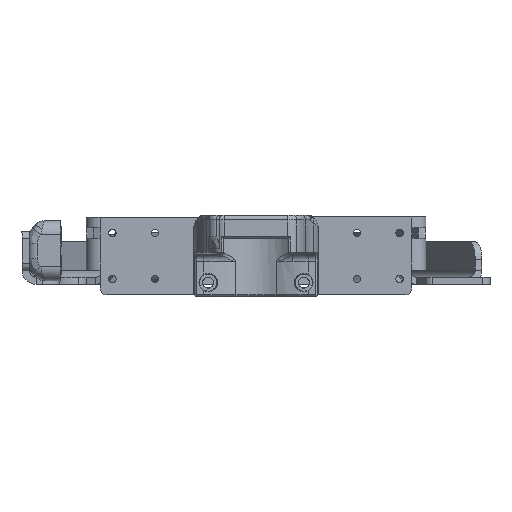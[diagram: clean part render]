
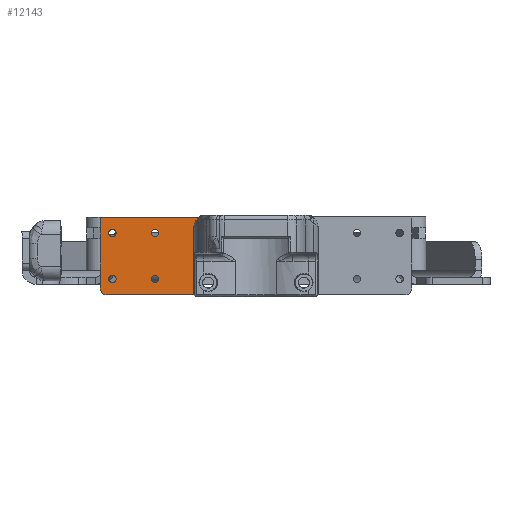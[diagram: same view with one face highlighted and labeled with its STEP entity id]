
A CAD part, left-side view. The second image highlights one B-rep face of the part: STEP entity #12143.
In plain terms, the highlighted planar face has unit normal (-1, 0, 0).
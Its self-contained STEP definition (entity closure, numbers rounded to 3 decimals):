
#542=FACE_BOUND('',#2479,.T.);
#543=FACE_BOUND('',#2480,.T.);
#544=FACE_BOUND('',#2481,.T.);
#545=FACE_BOUND('',#2482,.T.);
#546=FACE_BOUND('',#2483,.T.);
#547=FACE_BOUND('',#2484,.T.);
#1149=CIRCLE('',#13225,1.55);
#1153=CIRCLE('',#13231,1.05);
#1155=CIRCLE('',#13234,1.05);
#1161=CIRCLE('',#13243,1.55);
#1165=CIRCLE('',#13249,1.05);
#1167=CIRCLE('',#13252,1.05);
#1173=CIRCLE('',#13261,2.);
#1175=CIRCLE('',#13265,2.);
#1176=CIRCLE('',#13266,2.);
#1742=FACE_OUTER_BOUND('',#2478,.T.);
#2478=EDGE_LOOP('',(#9677,#9678,#9679,#9680,#9681,#9682,#9683,#9684,#9685,
#9686));
#2479=EDGE_LOOP('',(#9687));
#2480=EDGE_LOOP('',(#9688));
#2481=EDGE_LOOP('',(#9689));
#2482=EDGE_LOOP('',(#9690));
#2483=EDGE_LOOP('',(#9691));
#2484=EDGE_LOOP('',(#9692));
#3273=LINE('',#19979,#4181);
#3301=LINE('',#20113,#4209);
#3304=LINE('',#20122,#4212);
#3415=LINE('',#20526,#4323);
#3418=LINE('',#20532,#4326);
#3419=LINE('',#20535,#4327);
#3420=LINE('',#20537,#4328);
#4181=VECTOR('',#15352,10.);
#4209=VECTOR('',#15438,10.);
#4212=VECTOR('',#15447,10.);
#4323=VECTOR('',#15844,2.88);
#4326=VECTOR('',#15849,10.);
#4327=VECTOR('',#15852,10.);
#4328=VECTOR('',#15853,10.);
#5365=VERTEX_POINT('',#19962);
#5369=VERTEX_POINT('',#19974);
#5390=VERTEX_POINT('',#20112);
#5393=VERTEX_POINT('',#20120);
#5501=VERTEX_POINT('',#20444);
#5505=VERTEX_POINT('',#20456);
#5507=VERTEX_POINT('',#20462);
#5513=VERTEX_POINT('',#20480);
#5517=VERTEX_POINT('',#20492);
#5519=VERTEX_POINT('',#20498);
#5525=VERTEX_POINT('',#20516);
#5526=VERTEX_POINT('',#20517);
#5529=VERTEX_POINT('',#20525);
#5531=VERTEX_POINT('',#20531);
#5532=VERTEX_POINT('',#20533);
#5533=VERTEX_POINT('',#20536);
#6795=EDGE_CURVE('',#5365,#5369,#3273,.T.);
#6841=EDGE_CURVE('',#5390,#5365,#3301,.T.);
#6846=EDGE_CURVE('',#5369,#5393,#3304,.T.);
#7005=EDGE_CURVE('',#5501,#5501,#1149,.T.);
#7011=EDGE_CURVE('',#5505,#5505,#1153,.T.);
#7014=EDGE_CURVE('',#5507,#5507,#1155,.T.);
#7023=EDGE_CURVE('',#5513,#5513,#1161,.T.);
#7029=EDGE_CURVE('',#5517,#5517,#1165,.T.);
#7032=EDGE_CURVE('',#5519,#5519,#1167,.T.);
#7041=EDGE_CURVE('',#5525,#5526,#1173,.T.);
#7045=EDGE_CURVE('',#5526,#5529,#3415,.T.);
#7048=EDGE_CURVE('',#5531,#5525,#3418,.T.);
#7049=EDGE_CURVE('',#5532,#5531,#1175,.T.);
#7050=EDGE_CURVE('',#5532,#5390,#3419,.T.);
#7051=EDGE_CURVE('',#5393,#5533,#3420,.T.);
#7052=EDGE_CURVE('',#5529,#5533,#1176,.T.);
#9677=ORIENTED_EDGE('',*,*,#7041,.F.);
#9678=ORIENTED_EDGE('',*,*,#7048,.F.);
#9679=ORIENTED_EDGE('',*,*,#7049,.F.);
#9680=ORIENTED_EDGE('',*,*,#7050,.T.);
#9681=ORIENTED_EDGE('',*,*,#6841,.T.);
#9682=ORIENTED_EDGE('',*,*,#6795,.T.);
#9683=ORIENTED_EDGE('',*,*,#6846,.T.);
#9684=ORIENTED_EDGE('',*,*,#7051,.T.);
#9685=ORIENTED_EDGE('',*,*,#7052,.F.);
#9686=ORIENTED_EDGE('',*,*,#7045,.F.);
#9687=ORIENTED_EDGE('',*,*,#7005,.T.);
#9688=ORIENTED_EDGE('',*,*,#7011,.T.);
#9689=ORIENTED_EDGE('',*,*,#7014,.T.);
#9690=ORIENTED_EDGE('',*,*,#7023,.T.);
#9691=ORIENTED_EDGE('',*,*,#7029,.T.);
#9692=ORIENTED_EDGE('',*,*,#7032,.T.);
#11717=PLANE('',#13264);
#12143=ADVANCED_FACE('',(#1742,#542,#543,#544,#545,#546,#547),#11717,.T.);
#13225=AXIS2_PLACEMENT_3D('',#20445,#15752,#15753);
#13231=AXIS2_PLACEMENT_3D('',#20457,#15766,#15767);
#13234=AXIS2_PLACEMENT_3D('',#20463,#15773,#15774);
#13243=AXIS2_PLACEMENT_3D('',#20481,#15794,#15795);
#13249=AXIS2_PLACEMENT_3D('',#20493,#15808,#15809);
#13252=AXIS2_PLACEMENT_3D('',#20499,#15815,#15816);
#13261=AXIS2_PLACEMENT_3D('',#20518,#15836,#15837);
#13264=AXIS2_PLACEMENT_3D('',#20530,#15847,#15848);
#13265=AXIS2_PLACEMENT_3D('',#20534,#15850,#15851);
#13266=AXIS2_PLACEMENT_3D('',#20538,#15854,#15855);
#15352=DIRECTION('',(0.,0.,-1.));
#15438=DIRECTION('',(0.,0.,-1.));
#15447=DIRECTION('',(0.,0.,-1.));
#15752=DIRECTION('center_axis',(1.,0.,0.));
#15753=DIRECTION('ref_axis',(0.,1.,0.));
#15766=DIRECTION('center_axis',(1.,0.,0.));
#15767=DIRECTION('ref_axis',(0.,1.,0.));
#15773=DIRECTION('center_axis',(1.,0.,0.));
#15774=DIRECTION('ref_axis',(0.,1.,0.));
#15794=DIRECTION('center_axis',(1.,0.,0.));
#15795=DIRECTION('ref_axis',(0.,1.,0.));
#15808=DIRECTION('center_axis',(1.,0.,0.));
#15809=DIRECTION('ref_axis',(0.,1.,0.));
#15815=DIRECTION('center_axis',(1.,0.,0.));
#15816=DIRECTION('ref_axis',(0.,1.,0.));
#15836=DIRECTION('center_axis',(1.,0.,0.));
#15837=DIRECTION('ref_axis',(0.,-0.707,-0.707));
#15844=DIRECTION('',(0.,1.,0.));
#15847=DIRECTION('center_axis',(-1.,0.,0.));
#15848=DIRECTION('ref_axis',(0.,0.94,-0.342));
#15849=DIRECTION('',(0.,0.,-1.));
#15850=DIRECTION('center_axis',(1.,0.,0.));
#15851=DIRECTION('ref_axis',(0.,-0.707,0.707));
#15852=DIRECTION('',(0.,1.,0.));
#15853=DIRECTION('',(0.,0.,-1.));
#15854=DIRECTION('center_axis',(1.,0.,0.));
#15855=DIRECTION('ref_axis',(0.,0.707,-0.707));
#19962=CARTESIAN_POINT('',(-0.003,43.929,16.));
#19974=CARTESIAN_POINT('',(-0.003,43.929,13.));
#19979=CARTESIAN_POINT('',(-0.003,43.929,11.5));
#20112=CARTESIAN_POINT('',(-0.003,43.929,19.));
#20113=CARTESIAN_POINT('',(-0.003,43.929,11.5));
#20120=CARTESIAN_POINT('',(-0.003,43.929,4.));
#20122=CARTESIAN_POINT('',(-0.003,43.929,11.5));
#20444=CARTESIAN_POINT('',(-0.003,11.95,0.5));
#20445=CARTESIAN_POINT('Origin',(-0.003,13.5,
0.5));
#20456=CARTESIAN_POINT('',(-0.003,39.45,14.5));
#20457=CARTESIAN_POINT('Origin',(-0.003,40.5,
14.5));
#20462=CARTESIAN_POINT('',(-0.003,39.45,1.5));
#20463=CARTESIAN_POINT('Origin',(-0.003,40.5,
1.5));
#20480=CARTESIAN_POINT('',(-0.003,11.95,15.5));
#20481=CARTESIAN_POINT('Origin',(-0.003,13.5,
15.5));
#20492=CARTESIAN_POINT('',(-0.003,27.45,14.5));
#20493=CARTESIAN_POINT('Origin',(-0.003,28.5,
14.5));
#20498=CARTESIAN_POINT('',(-0.003,27.45,1.5));
#20499=CARTESIAN_POINT('Origin',(-0.003,28.5,
1.5));
#20516=CARTESIAN_POINT('',(-0.003,10.,-1.));
#20517=CARTESIAN_POINT('',(-0.003,12.,-3.));
#20518=CARTESIAN_POINT('Origin',(-0.003,12.,
-1.));
#20525=CARTESIAN_POINT('',(-0.003,41.929,-3.));
#20526=CARTESIAN_POINT('',(-0.003,52.977,-3.));
#20530=CARTESIAN_POINT('Origin',(-0.003,120.538,
26.353));
#20531=CARTESIAN_POINT('',(-0.003,10.,17.));
#20532=CARTESIAN_POINT('',(-0.003,10.,4.));
#20533=CARTESIAN_POINT('',(-0.003,12.,19.));
#20534=CARTESIAN_POINT('Origin',(-0.003,12.,
17.));
#20535=CARTESIAN_POINT('',(-0.003,43.929,19.));
#20536=CARTESIAN_POINT('',(-0.003,43.929,-1.));
#20537=CARTESIAN_POINT('',(-0.003,43.929,4.));
#20538=CARTESIAN_POINT('Origin',(-0.003,41.929,
-1.));
